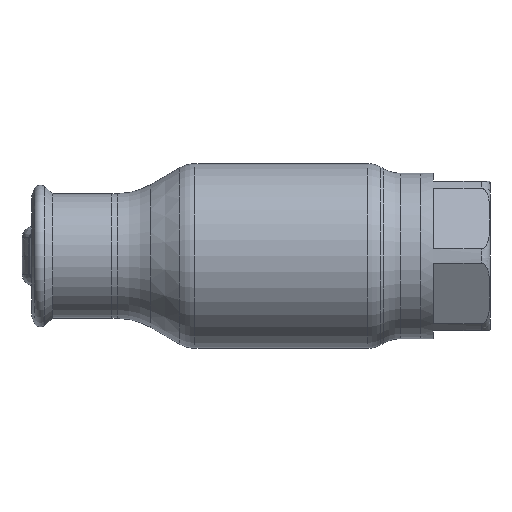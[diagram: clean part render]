
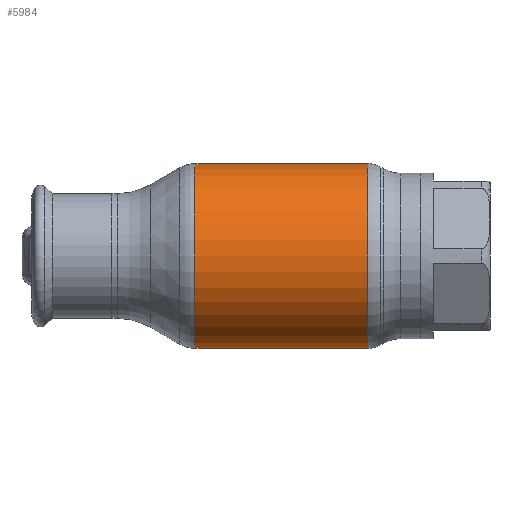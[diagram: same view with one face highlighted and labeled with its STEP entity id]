
A CAD part, front view. The second image highlights one B-rep face of the part: STEP entity #5984.
In plain terms, the highlighted cylindrical face has radius 42.5 mm (diameter 85 mm), a partial arc.
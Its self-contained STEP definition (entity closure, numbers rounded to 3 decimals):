
#255 = DIRECTION ( 'NONE',  ( 0., 0., 1. ) ) ;
#4642 = DIRECTION ( 'NONE',  ( -1., 0., 0. ) ) ;
#4836 = CARTESIAN_POINT ( 'NONE',  ( -62.69, 0., 0. ) ) ;
#5280 = ORIENTED_EDGE ( 'NONE', *, *, #48856, .T. ) ;
#5906 = CARTESIAN_POINT ( 'NONE',  ( -39.749, 0., 0. ) ) ;
#5984 = ADVANCED_FACE ( 'NONE', ( #6157 ), #10043, .T. ) ;
#6137 = DIRECTION ( 'NONE',  ( -1., 0., 0. ) ) ;
#6157 = FACE_OUTER_BOUND ( 'NONE', #10497, .T. ) ;
#7874 = AXIS2_PLACEMENT_3D ( 'NONE', #30632, #61351, #11500 ) ;
#7948 = VECTOR ( 'NONE', #16342, 1000. ) ;
#9857 = CARTESIAN_POINT ( 'NONE',  ( -39.749, 0., -42.5 ) ) ;
#10043 = CYLINDRICAL_SURFACE ( 'NONE', #45898, 42.5 ) ;
#10497 = EDGE_LOOP ( 'NONE', ( #13184, #5280, #29311, #52845 ) ) ;
#10706 = VERTEX_POINT ( 'NONE', #9857 ) ;
#11500 = DIRECTION ( 'NONE',  ( 0., 0., 1. ) ) ;
#13184 = ORIENTED_EDGE ( 'NONE', *, *, #36178, .F. ) ;
#15545 = EDGE_CURVE ( 'NONE', #10706, #64501, #54984, .T. ) ;
#16342 = DIRECTION ( 'NONE',  ( -1., 0., 0. ) ) ;
#19147 = CARTESIAN_POINT ( 'NONE',  ( -62.69, 0., -42.5 ) ) ;
#27245 = EDGE_CURVE ( 'NONE', #39823, #64501, #61399, .T. ) ;
#29311 = ORIENTED_EDGE ( 'NONE', *, *, #27245, .T. ) ;
#30632 = CARTESIAN_POINT ( 'NONE',  ( 39.749, 0., 0. ) ) ;
#30832 = LINE ( 'NONE', #19147, #52829 ) ;
#35018 = CARTESIAN_POINT ( 'NONE',  ( -62.69, 0., 42.5 ) ) ;
#36178 = EDGE_CURVE ( 'NONE', #62830, #10706, #30832, .T. ) ;
#39823 = VERTEX_POINT ( 'NONE', #48330 ) ;
#44825 = DIRECTION ( 'NONE',  ( -1., 0., 0. ) ) ;
#45461 = DIRECTION ( 'NONE',  ( 0., 0., 1. ) ) ;
#45898 = AXIS2_PLACEMENT_3D ( 'NONE', #4836, #44825, #45461 ) ;
#46560 = AXIS2_PLACEMENT_3D ( 'NONE', #5906, #6137, #255 ) ;
#48330 = CARTESIAN_POINT ( 'NONE',  ( 39.749, 0., 42.5 ) ) ;
#48856 = EDGE_CURVE ( 'NONE', #62830, #39823, #61693, .T. ) ;
#52829 = VECTOR ( 'NONE', #4642, 1000. ) ;
#52845 = ORIENTED_EDGE ( 'NONE', *, *, #15545, .F. ) ;
#53672 = CARTESIAN_POINT ( 'NONE',  ( -39.749, 0., 42.5 ) ) ;
#54984 = CIRCLE ( 'NONE', #46560, 42.5 ) ;
#55465 = CARTESIAN_POINT ( 'NONE',  ( 39.749, 0., -42.5 ) ) ;
#61351 = DIRECTION ( 'NONE',  ( -1., 0., 0. ) ) ;
#61399 = LINE ( 'NONE', #35018, #7948 ) ;
#61693 = CIRCLE ( 'NONE', #7874, 42.5 ) ;
#62830 = VERTEX_POINT ( 'NONE', #55465 ) ;
#64501 = VERTEX_POINT ( 'NONE', #53672 ) ;
